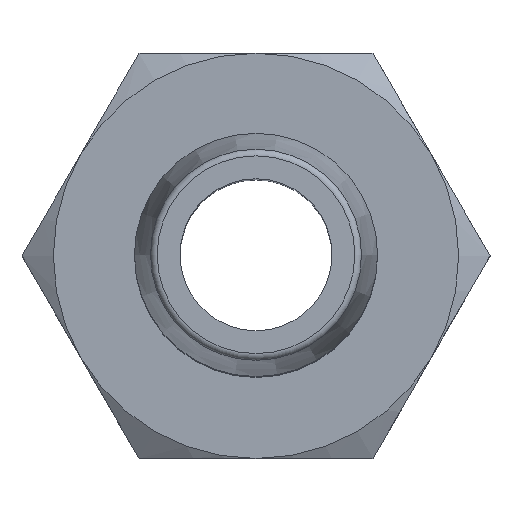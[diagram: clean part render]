
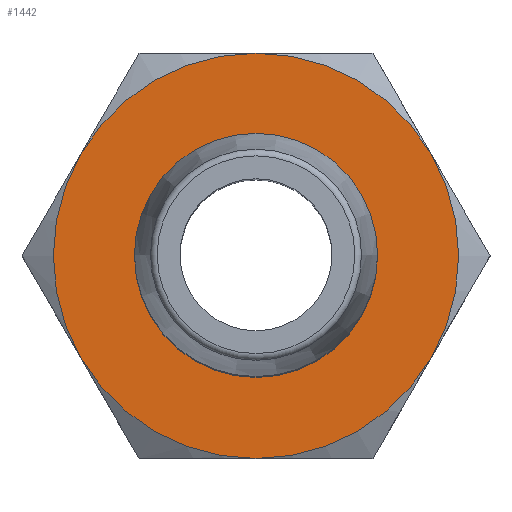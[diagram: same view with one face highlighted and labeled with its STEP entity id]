
A CAD part, top view. The second image highlights one B-rep face of the part: STEP entity #1442.
In plain terms, the highlighted face is planar.
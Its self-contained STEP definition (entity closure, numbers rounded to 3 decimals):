
#751=ORIENTED_EDGE('',*,*,#939,.F.);
#752=ORIENTED_EDGE('',*,*,#940,.F.);
#753=ORIENTED_EDGE('',*,*,#941,.F.);
#754=ORIENTED_EDGE('',*,*,#942,.F.);
#755=ORIENTED_EDGE('',*,*,#943,.F.);
#756=ORIENTED_EDGE('',*,*,#944,.F.);
#757=ORIENTED_EDGE('',*,*,#938,.F.);
#860=CIRCLE('',#1346,3.6);
#861=CIRCLE('',#1348,6.);
#862=CIRCLE('',#1349,6.);
#863=CIRCLE('',#1350,6.);
#864=CIRCLE('',#1351,6.);
#865=CIRCLE('',#1352,6.);
#866=CIRCLE('',#1353,6.);
#893=VERTEX_POINT('',#1519);
#894=VERTEX_POINT('',#1522);
#895=VERTEX_POINT('',#1523);
#896=VERTEX_POINT('',#1525);
#897=VERTEX_POINT('',#1527);
#898=VERTEX_POINT('',#1529);
#899=VERTEX_POINT('',#1531);
#938=EDGE_CURVE('',#893,#893,#860,.T.);
#939=EDGE_CURVE('',#894,#895,#861,.T.);
#940=EDGE_CURVE('',#896,#894,#862,.T.);
#941=EDGE_CURVE('',#897,#896,#863,.T.);
#942=EDGE_CURVE('',#898,#897,#864,.T.);
#943=EDGE_CURVE('',#899,#898,#865,.T.);
#944=EDGE_CURVE('',#895,#899,#866,.T.);
#1018=EDGE_LOOP('',(#751,#752,#753,#754,#755,#756));
#1019=EDGE_LOOP('',(#757));
#1080=FACE_BOUND('',#1018,.T.);
#1081=FACE_BOUND('',#1019,.T.);
#1176=DIRECTION('',(0.,1.,0.));
#1177=DIRECTION('',(3.6,0.,0.));
#1178=DIRECTION('',(0.,1.,0.));
#1179=DIRECTION('',(1.,0.,0.));
#1180=DIRECTION('',(0.,-1.,0.));
#1181=DIRECTION('',(0.,0.,-6.));
#1182=DIRECTION('',(0.,-1.,0.));
#1183=DIRECTION('',(0.,0.,-6.));
#1184=DIRECTION('',(0.,-1.,0.));
#1185=DIRECTION('',(0.,0.,-6.));
#1186=DIRECTION('',(0.,-1.,0.));
#1187=DIRECTION('',(0.,0.,-6.));
#1188=DIRECTION('',(0.,-1.,0.));
#1189=DIRECTION('',(0.,0.,-6.));
#1190=DIRECTION('',(0.,-1.,0.));
#1191=DIRECTION('',(0.,0.,-6.));
#1346=AXIS2_PLACEMENT_3D('',#1520,#1176,#1177);
#1347=AXIS2_PLACEMENT_3D('',#1521,#1178,#1179);
#1348=AXIS2_PLACEMENT_3D('',#1524,#1180,#1181);
#1349=AXIS2_PLACEMENT_3D('',#1526,#1182,#1183);
#1350=AXIS2_PLACEMENT_3D('',#1528,#1184,#1185);
#1351=AXIS2_PLACEMENT_3D('',#1530,#1186,#1187);
#1352=AXIS2_PLACEMENT_3D('',#1532,#1188,#1189);
#1353=AXIS2_PLACEMENT_3D('',#1533,#1190,#1191);
#1417=PLANE('',#1347);
#1442=ADVANCED_FACE('',(#1080,#1081),#1417,.T.);
#1519=CARTESIAN_POINT('',(9.214,16.118,0.));
#1520=CARTESIAN_POINT('',(5.614,16.118,0.));
#1521=CARTESIAN_POINT('',(9.078,16.118,6.));
#1522=CARTESIAN_POINT('',(0.418,16.118,-3.));
#1523=CARTESIAN_POINT('',(5.614,16.118,-6.));
#1524=CARTESIAN_POINT('',(5.614,16.118,0.));
#1525=CARTESIAN_POINT('',(0.418,16.118,3.));
#1526=CARTESIAN_POINT('',(5.614,16.118,0.));
#1527=CARTESIAN_POINT('',(5.614,16.118,6.));
#1528=CARTESIAN_POINT('',(5.614,16.118,0.));
#1529=CARTESIAN_POINT('',(10.81,16.118,3.));
#1530=CARTESIAN_POINT('',(5.614,16.118,0.));
#1531=CARTESIAN_POINT('',(10.81,16.118,-3.));
#1532=CARTESIAN_POINT('',(5.614,16.118,0.));
#1533=CARTESIAN_POINT('',(5.614,16.118,0.));
